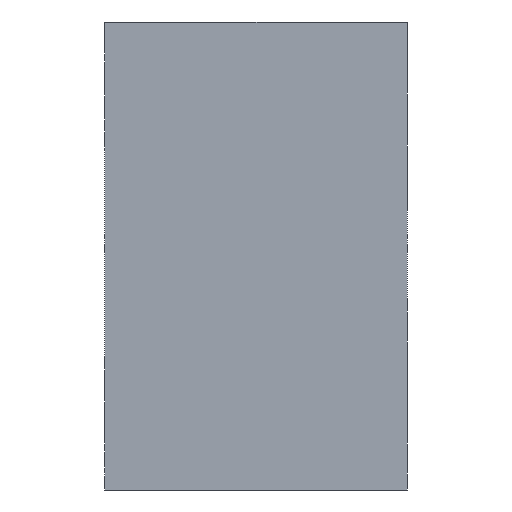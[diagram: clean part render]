
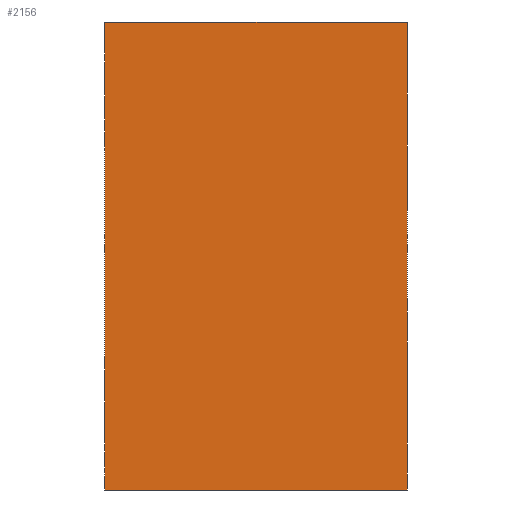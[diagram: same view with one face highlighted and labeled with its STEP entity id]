
A CAD part, left-side view. The second image highlights one B-rep face of the part: STEP entity #2156.
In plain terms, the highlighted planar face has unit normal (-1, 0, 0).
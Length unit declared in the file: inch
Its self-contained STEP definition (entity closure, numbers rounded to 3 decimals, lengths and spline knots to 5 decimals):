
#1=DIRECTION('',(0.,-1.,0.));
#2=VECTOR('',#1,1.938);
#3=CARTESIAN_POINT('',(0.,0.,0.));
#4=LINE('',#3,#2);
#17=DIRECTION('',(0.,0.,1.));
#18=VECTOR('',#17,3.);
#19=CARTESIAN_POINT('',(0.,0.,0.));
#20=LINE('',#19,#18);
#109=DIRECTION('',(0.,0.,1.));
#110=VECTOR('',#109,3.);
#111=CARTESIAN_POINT('',(0.,-1.938,0.));
#112=LINE('',#111,#110);
#173=DIRECTION('',(0.,-1.,0.));
#174=VECTOR('',#173,1.938);
#175=CARTESIAN_POINT('',(0.,0.,3.));
#176=LINE('',#175,#174);
#1863=CARTESIAN_POINT('',(0.,0.,0.));
#1864=CARTESIAN_POINT('',(0.,-1.938,0.));
#1865=VERTEX_POINT('',#1863);
#1866=VERTEX_POINT('',#1864);
#1871=CARTESIAN_POINT('',(0.,0.,3.));
#1872=CARTESIAN_POINT('',(0.,-1.938,3.));
#1873=VERTEX_POINT('',#1871);
#1874=VERTEX_POINT('',#1872);
#2142=CARTESIAN_POINT('',(0.,0.,0.));
#2143=DIRECTION('',(-1.,0.,0.));
#2144=DIRECTION('',(0.,-1.,0.));
#2145=AXIS2_PLACEMENT_3D('',#2142,#2143,#2144);
#2146=PLANE('',#2145);
#2147=ORIENTED_EDGE('',*,*,#2131,.F.);
#2149=ORIENTED_EDGE('',*,*,#2148,.T.);
#2151=ORIENTED_EDGE('',*,*,#2150,.T.);
#2153=ORIENTED_EDGE('',*,*,#2152,.F.);
#2154=EDGE_LOOP('',(#2147,#2149,#2151,#2153));
#2155=FACE_OUTER_BOUND('',#2154,.F.);
#2156=ADVANCED_FACE('',(#2155),#2146,.T.);
#2131=EDGE_CURVE('',#1865,#1866,#4,.T.);
#2148=EDGE_CURVE('',#1865,#1873,#20,.T.);
#2150=EDGE_CURVE('',#1873,#1874,#176,.T.);
#2152=EDGE_CURVE('',#1866,#1874,#112,.T.);
